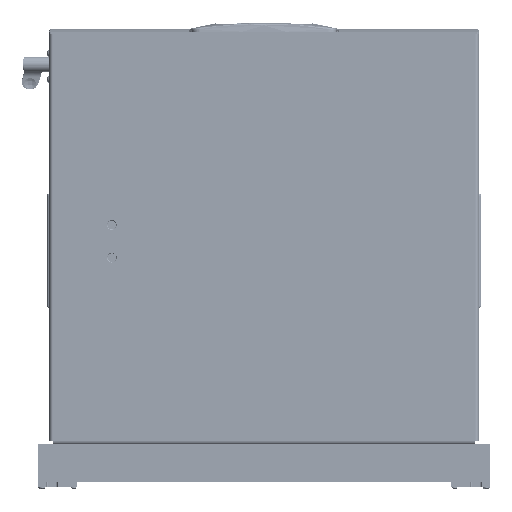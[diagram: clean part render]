
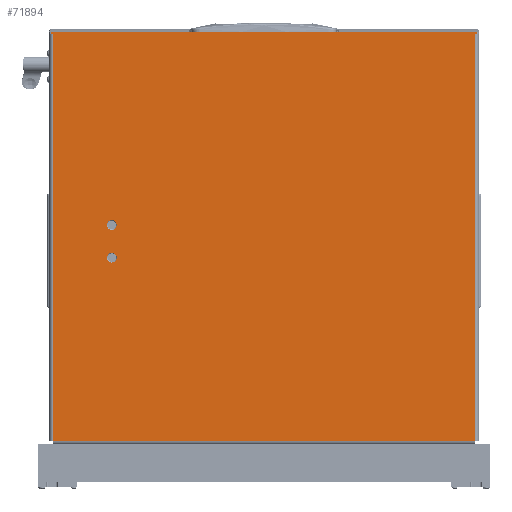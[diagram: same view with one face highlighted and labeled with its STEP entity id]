
A CAD part, front view. The second image highlights one B-rep face of the part: STEP entity #71894.
In plain terms, the highlighted face is planar.
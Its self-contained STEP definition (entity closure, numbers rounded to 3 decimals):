
#1246 = FACE_BOUND ( 'NONE', #127460, .T. ) ;
#2239 = VECTOR ( 'NONE', #9197, 1000. ) ;
#3816 = VERTEX_POINT ( 'NONE', #25292 ) ;
#4892 = LINE ( 'NONE', #39464, #87562 ) ;
#6352 = EDGE_CURVE ( 'NONE', #3816, #32636, #93342, .T. ) ;
#8511 = EDGE_CURVE ( 'NONE', #72828, #30063, #127331, .T. ) ;
#8780 = DIRECTION ( 'NONE',  ( 0., 0., -1. ) ) ;
#9197 = DIRECTION ( 'NONE',  ( 0., -1., 0. ) ) ;
#10728 = DIRECTION ( 'NONE',  ( -1., 0., 0. ) ) ;
#11020 = EDGE_LOOP ( 'NONE', ( #25269, #109336, #41355, #45352, #44962, #76774, #108610, #107559 ) ) ;
#14436 = ORIENTED_EDGE ( 'NONE', *, *, #129944, .F. ) ;
#14478 = EDGE_CURVE ( 'NONE', #30063, #72828, #120820, .T. ) ;
#14927 = DIRECTION ( 'NONE',  ( -1., 0., 0. ) ) ;
#17395 = CARTESIAN_POINT ( 'NONE',  ( 199.8, 389., 0. ) ) ;
#17516 = EDGE_CURVE ( 'NONE', #123935, #98079, #119764, .T. ) ;
#19231 = AXIS2_PLACEMENT_3D ( 'NONE', #36438, #111920, #47283 ) ;
#19959 = LINE ( 'NONE', #30883, #102648 ) ;
#24835 = DIRECTION ( 'NONE',  ( -1., 0., 0. ) ) ;
#25269 = ORIENTED_EDGE ( 'NONE', *, *, #129710, .F. ) ;
#25292 = CARTESIAN_POINT ( 'NONE',  ( 436., 452., 0. ) ) ;
#30063 = VERTEX_POINT ( 'NONE', #42983 ) ;
#30883 = CARTESIAN_POINT ( 'NONE',  ( -2., -4., 0. ) ) ;
#32389 = VECTOR ( 'NONE', #100600, 1000. ) ;
#32636 = VERTEX_POINT ( 'NONE', #52301 ) ;
#35511 = PLANE ( 'NONE',  #19231 ) ;
#36378 = VECTOR ( 'NONE', #48410, 1000. ) ;
#36438 = CARTESIAN_POINT ( 'NONE',  ( 0., 452., 0. ) ) ;
#36532 = DIRECTION ( 'NONE',  ( 0., 0., -1. ) ) ;
#37395 = CIRCLE ( 'NONE', #129690, 5.2 ) ;
#39464 = CARTESIAN_POINT ( 'NONE',  ( 0., -4., 0. ) ) ;
#41355 = ORIENTED_EDGE ( 'NONE', *, *, #71625, .T. ) ;
#42636 = DIRECTION ( 'NONE',  ( 0., 1., 0. ) ) ;
#42983 = CARTESIAN_POINT ( 'NONE',  ( 234.8, 389., 0. ) ) ;
#44243 = ORIENTED_EDGE ( 'NONE', *, *, #14478, .F. ) ;
#44962 = ORIENTED_EDGE ( 'NONE', *, *, #108097, .F. ) ;
#45352 = ORIENTED_EDGE ( 'NONE', *, *, #109743, .T. ) ;
#46456 = AXIS2_PLACEMENT_3D ( 'NONE', #79034, #36532, #14927 ) ;
#47283 = DIRECTION ( 'NONE',  ( -1., 0., 0. ) ) ;
#48410 = DIRECTION ( 'NONE',  ( 0., 1., 0. ) ) ;
#49966 = ORIENTED_EDGE ( 'NONE', *, *, #135330, .F. ) ;
#50144 = DIRECTION ( 'NONE',  ( 0., 0., -1. ) ) ;
#52301 = CARTESIAN_POINT ( 'NONE',  ( 0., 452., 0. ) ) ;
#56580 = VECTOR ( 'NONE', #102770, 1000. ) ;
#59256 = EDGE_CURVE ( 'NONE', #90490, #62692, #81377, .T. ) ;
#60985 = DIRECTION ( 'NONE',  ( -1., 0., 0. ) ) ;
#62692 = VERTEX_POINT ( 'NONE', #80548 ) ;
#68629 = FACE_BOUND ( 'NONE', #113251, .T. ) ;
#68936 = CARTESIAN_POINT ( 'NONE',  ( 0., 0., 0. ) ) ;
#70541 = DIRECTION ( 'NONE',  ( -1., 0., 0. ) ) ;
#71625 = EDGE_CURVE ( 'NONE', #98079, #74481, #19959, .T. ) ;
#71894 = ADVANCED_FACE ( 'NONE', ( #1246, #68629, #92475 ), #35511, .T. ) ;
#72828 = VERTEX_POINT ( 'NONE', #100911 ) ;
#73599 = LINE ( 'NONE', #114685, #36378 ) ;
#74481 = VERTEX_POINT ( 'NONE', #121102 ) ;
#74745 = VERTEX_POINT ( 'NONE', #17395 ) ;
#75347 = CARTESIAN_POINT ( 'NONE',  ( 0., 452., 0. ) ) ;
#76774 = ORIENTED_EDGE ( 'NONE', *, *, #6352, .F. ) ;
#79034 = CARTESIAN_POINT ( 'NONE',  ( 205., 389., 0. ) ) ;
#80548 = CARTESIAN_POINT ( 'NONE',  ( 436., 0., 0. ) ) ;
#81377 = LINE ( 'NONE', #68936, #32389 ) ;
#81837 = CARTESIAN_POINT ( 'NONE',  ( 240., 389., 0. ) ) ;
#82741 = DIRECTION ( 'NONE',  ( 0., 0., -1. ) ) ;
#83299 = AXIS2_PLACEMENT_3D ( 'NONE', #81837, #82741, #70541 ) ;
#84923 = ORIENTED_EDGE ( 'NONE', *, *, #8511, .F. ) ;
#85247 = LINE ( 'NONE', #124738, #56580 ) ;
#87562 = VECTOR ( 'NONE', #138250, 1000. ) ;
#89563 = VECTOR ( 'NONE', #24835, 1000. ) ;
#90490 = VERTEX_POINT ( 'NONE', #129487 ) ;
#90940 = CARTESIAN_POINT ( 'NONE',  ( 210.2, 389., 0. ) ) ;
#92217 = AXIS2_PLACEMENT_3D ( 'NONE', #115786, #8780, #95558 ) ;
#92475 = FACE_OUTER_BOUND ( 'NONE', #11020, .T. ) ;
#93107 = CARTESIAN_POINT ( 'NONE',  ( 205., 389., 0. ) ) ;
#93342 = LINE ( 'NONE', #75347, #135312 ) ;
#95558 = DIRECTION ( 'NONE',  ( -1., 0., 0. ) ) ;
#98079 = VERTEX_POINT ( 'NONE', #134360 ) ;
#100600 = DIRECTION ( 'NONE',  ( 1., 0., 0. ) ) ;
#100911 = CARTESIAN_POINT ( 'NONE',  ( 245.2, 389., 0. ) ) ;
#102648 = VECTOR ( 'NONE', #42636, 1000. ) ;
#102770 = DIRECTION ( 'NONE',  ( 1., 0., 0. ) ) ;
#107559 = ORIENTED_EDGE ( 'NONE', *, *, #59256, .F. ) ;
#108097 = EDGE_CURVE ( 'NONE', #32636, #115674, #4892, .T. ) ;
#108610 = ORIENTED_EDGE ( 'NONE', *, *, #113653, .T. ) ;
#109336 = ORIENTED_EDGE ( 'NONE', *, *, #17516, .T. ) ;
#109743 = EDGE_CURVE ( 'NONE', #74481, #115674, #85247, .T. ) ;
#111019 = CARTESIAN_POINT ( 'NONE',  ( 0., -2., 0. ) ) ;
#111920 = DIRECTION ( 'NONE',  ( 0., 0., -1. ) ) ;
#113251 = EDGE_LOOP ( 'NONE', ( #44243, #84923 ) ) ;
#113653 = EDGE_CURVE ( 'NONE', #3816, #62692, #121881, .T. ) ;
#114685 = CARTESIAN_POINT ( 'NONE',  ( 0., -4., 0. ) ) ;
#115674 = VERTEX_POINT ( 'NONE', #123531 ) ;
#115786 = CARTESIAN_POINT ( 'NONE',  ( 240., 389., 0. ) ) ;
#116655 = CARTESIAN_POINT ( 'NONE',  ( 436., 452., 0. ) ) ;
#119764 = LINE ( 'NONE', #132122, #89563 ) ;
#120820 = CIRCLE ( 'NONE', #92217, 5.2 ) ;
#121102 = CARTESIAN_POINT ( 'NONE',  ( -2., 454., 0. ) ) ;
#121881 = LINE ( 'NONE', #116655, #2239 ) ;
#123531 = CARTESIAN_POINT ( 'NONE',  ( 0., 454., 0. ) ) ;
#123935 = VERTEX_POINT ( 'NONE', #111019 ) ;
#124738 = CARTESIAN_POINT ( 'NONE',  ( 0., 454., 0. ) ) ;
#127331 = CIRCLE ( 'NONE', #83299, 5.2 ) ;
#127460 = EDGE_LOOP ( 'NONE', ( #49966, #14436 ) ) ;
#129487 = CARTESIAN_POINT ( 'NONE',  ( 0., 0., 0. ) ) ;
#129690 = AXIS2_PLACEMENT_3D ( 'NONE', #93107, #50144, #60985 ) ;
#129710 = EDGE_CURVE ( 'NONE', #123935, #90490, #73599, .T. ) ;
#129944 = EDGE_CURVE ( 'NONE', #134949, #74745, #37395, .T. ) ;
#130512 = CIRCLE ( 'NONE', #46456, 5.2 ) ;
#132122 = CARTESIAN_POINT ( 'NONE',  ( 0., -2., 0. ) ) ;
#134360 = CARTESIAN_POINT ( 'NONE',  ( -2., -2., 0. ) ) ;
#134949 = VERTEX_POINT ( 'NONE', #90940 ) ;
#135312 = VECTOR ( 'NONE', #10728, 1000. ) ;
#135330 = EDGE_CURVE ( 'NONE', #74745, #134949, #130512, .T. ) ;
#138250 = DIRECTION ( 'NONE',  ( 0., 1., 0. ) ) ;
